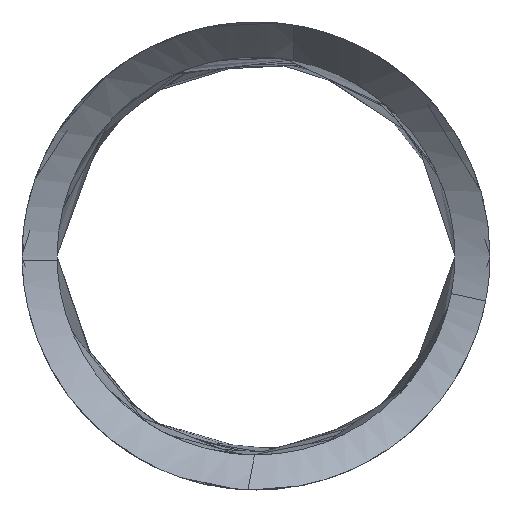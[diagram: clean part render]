
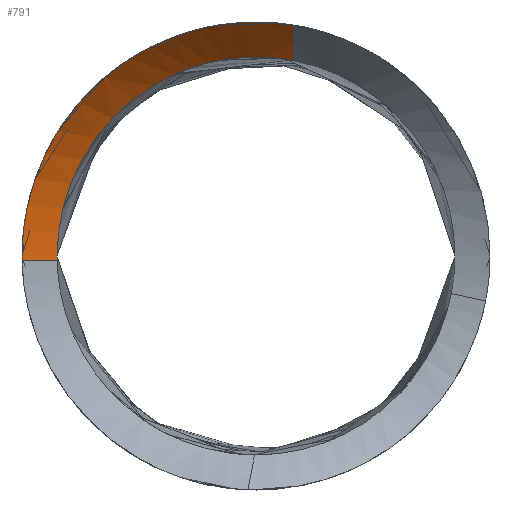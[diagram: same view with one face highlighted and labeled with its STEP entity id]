
A CAD part, front view. The second image highlights one B-rep face of the part: STEP entity #791.
In plain terms, the highlighted face is a extrusion surface.
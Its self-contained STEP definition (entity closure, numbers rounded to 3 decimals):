
#366=CARTESIAN_POINT('Vertex',(-1863.397,-229.5,0.351)) ;
#370=CARTESIAN_POINT('Control Point',(-1863.406,-227.835,-1.171)) ;
#371=CARTESIAN_POINT('Control Point',(-1863.394,-228.343,-0.615)) ;
#372=CARTESIAN_POINT('Control Point',(-1863.391,-228.901,-0.105)) ;
#373=CARTESIAN_POINT('Control Point',(-1863.397,-229.5,0.351)) ;
#374=CARTESIAN_POINT('Vertex',(-1863.406,-227.835,-1.171)) ;
#513=CARTESIAN_POINT('Vertex',(-1874.998,-224.544,-9.73)) ;
#517=CARTESIAN_POINT('Control Point',(-1875.,-224.548,-9.52)) ;
#518=CARTESIAN_POINT('Control Point',(-1875.,-224.546,-9.59)) ;
#519=CARTESIAN_POINT('Control Point',(-1874.999,-224.545,-9.66)) ;
#520=CARTESIAN_POINT('Control Point',(-1874.998,-224.544,-9.73)) ;
#521=CARTESIAN_POINT('Vertex',(-1875.,-224.548,-9.52)) ;
#585=CARTESIAN_POINT('Control Point',(-1863.397,-229.5,0.351)) ;
#586=CARTESIAN_POINT('Control Point',(-1863.826,-229.602,0.42)) ;
#587=CARTESIAN_POINT('Control Point',(-1864.266,-229.678,0.468)) ;
#588=CARTESIAN_POINT('Control Point',(-1864.714,-229.722,0.491)) ;
#589=CARTESIAN_POINT('Control Point',(-1865.596,-229.738,0.486)) ;
#590=CARTESIAN_POINT('Control Point',(-1866.465,-229.624,0.386)) ;
#591=CARTESIAN_POINT('Control Point',(-1866.882,-229.538,0.315)) ;
#592=CARTESIAN_POINT('Control Point',(-1868.39,-229.131,-0.025)) ;
#593=CARTESIAN_POINT('Control Point',(-1869.735,-228.459,-0.618)) ;
#594=CARTESIAN_POINT('Control Point',(-1870.622,-227.925,-1.155)) ;
#595=CARTESIAN_POINT('Control Point',(-1871.922,-227.057,-2.181)) ;
#596=CARTESIAN_POINT('Control Point',(-1872.993,-226.253,-3.461)) ;
#597=CARTESIAN_POINT('Control Point',(-1873.36,-225.967,-3.978)) ;
#598=CARTESIAN_POINT('Control Point',(-1874.149,-225.334,-5.299)) ;
#599=CARTESIAN_POINT('Control Point',(-1874.685,-224.871,-6.784)) ;
#600=CARTESIAN_POINT('Control Point',(-1874.898,-224.677,-7.694)) ;
#601=CARTESIAN_POINT('Control Point',(-1875.,-224.571,-8.615)) ;
#602=CARTESIAN_POINT('Control Point',(-1875.,-224.548,-9.52)) ;
#651=CARTESIAN_POINT('Vertex',(-1873.5,-224.547,-9.52)) ;
#663=CARTESIAN_POINT('Control Point',(-1863.406,-227.835,-1.171)) ;
#664=CARTESIAN_POINT('Control Point',(-1863.852,-227.92,-1.086)) ;
#665=CARTESIAN_POINT('Control Point',(-1864.308,-227.982,-1.029)) ;
#666=CARTESIAN_POINT('Control Point',(-1864.772,-228.015,-1.004)) ;
#667=CARTESIAN_POINT('Control Point',(-1865.692,-228.019,-1.017)) ;
#668=CARTESIAN_POINT('Control Point',(-1866.596,-227.907,-1.153)) ;
#669=CARTESIAN_POINT('Control Point',(-1867.033,-227.825,-1.249)) ;
#670=CARTESIAN_POINT('Control Point',(-1867.939,-227.604,-1.51)) ;
#671=CARTESIAN_POINT('Control Point',(-1868.782,-227.305,-1.884)) ;
#672=CARTESIAN_POINT('Control Point',(-1869.211,-227.13,-2.113)) ;
#673=CARTESIAN_POINT('Control Point',(-1870.494,-226.551,-2.917)) ;
#674=CARTESIAN_POINT('Control Point',(-1871.562,-225.925,-3.975)) ;
#675=CARTESIAN_POINT('Control Point',(-1872.184,-225.524,-4.801)) ;
#676=CARTESIAN_POINT('Control Point',(-1872.95,-224.996,-6.24)) ;
#677=CARTESIAN_POINT('Control Point',(-1873.357,-224.685,-7.81)) ;
#678=CARTESIAN_POINT('Control Point',(-1873.453,-224.605,-8.382)) ;
#679=CARTESIAN_POINT('Control Point',(-1873.5,-224.56,-8.955)) ;
#680=CARTESIAN_POINT('Control Point',(-1873.5,-224.547,-9.52)) ;
#723=CARTESIAN_POINT('Control Point',(-1873.5,-224.547,-9.52)) ;
#724=CARTESIAN_POINT('Control Point',(-1873.5,-224.546,-9.58)) ;
#725=CARTESIAN_POINT('Control Point',(-1873.499,-224.545,-9.641)) ;
#726=CARTESIAN_POINT('Control Point',(-1873.498,-224.544,-9.701)) ;
#727=CARTESIAN_POINT('Vertex',(-1873.498,-224.544,-9.701)) ;
#764=CARTESIAN_POINT('Line Origine',(-1873.947,-224.544,-9.71)) ;
#776=CARTESIAN_POINT('Axis2P3D Location',(-1865.,-237.,-9.52)) ;
#765=DIRECTION('Vector Direction',(-1.,0.,-0.019)) ;
#777=DIRECTION('Axis2P3D Direction',(0.992,-0.084,-0.097)) ;
#780=DIRECTION('Vector Direction',(-1.,0.,-0.019)) ;
#778=AXIS2_PLACEMENT_3D('Circle Axis2P3D',#776,#777,$) ;
#784=ORIENTED_EDGE('',*,*,#729,.F.) ;
#785=ORIENTED_EDGE('',*,*,#681,.F.) ;
#786=ORIENTED_EDGE('',*,*,#376,.T.) ;
#787=ORIENTED_EDGE('',*,*,#603,.T.) ;
#788=ORIENTED_EDGE('',*,*,#523,.T.) ;
#789=ORIENTED_EDGE('',*,*,#768,.F.) ;
#766=VECTOR('Line Direction',#765,1.) ;
#781=VECTOR('Extrusion Surface Vector',#780,1.) ;
#791=ADVANCED_FACE('Corps principal',(#790),#782,.T.) ;
#369=B_SPLINE_CURVE_WITH_KNOTS('',3,(#370,#371,#372,#373),.UNSPECIFIED.,.F.,.U.,(4,4),(9.197,11.455),.UNSPECIFIED.) ;
#516=B_SPLINE_CURVE_WITH_KNOTS('',3,(#517,#518,#519,#520),.UNSPECIFIED.,.F.,.U.,(4,4),(0.,0.315),.UNSPECIFIED.) ;
#584=B_SPLINE_CURVE_WITH_KNOTS('',5,(#585,#586,#587,#588,#589,#590,#591,#592,#593,#594,#595,#596,#597,#598,#599,#600,#601,#602),.UNSPECIFIED.,.F.,.U.,(6,3,3,3,3,6),(0.,3.087,6.054,14.098,18.933,25.734),.UNSPECIFIED.) ;
#662=B_SPLINE_CURVE_WITH_KNOTS('',5,(#663,#664,#665,#666,#667,#668,#669,#670,#671,#672,#673,#674,#675,#676,#677,#678,#679,#680),.UNSPECIFIED.,.F.,.U.,(6,3,3,3,3,6),(0.,3.199,6.309,9.849,17.463,21.711),.UNSPECIFIED.) ;
#722=B_SPLINE_CURVE_WITH_KNOTS('',3,(#723,#724,#725,#726),.UNSPECIFIED.,.F.,.U.,(4,4),(0.,0.272),.UNSPECIFIED.) ;
#779=CIRCLE('generated circle',#778,12.5) ;
#376=EDGE_CURVE('',#375,#367,#369,.T.) ;
#523=EDGE_CURVE('',#522,#514,#516,.T.) ;
#603=EDGE_CURVE('',#367,#522,#584,.T.) ;
#681=EDGE_CURVE('',#375,#652,#662,.T.) ;
#729=EDGE_CURVE('',#652,#728,#722,.T.) ;
#768=EDGE_CURVE('',#728,#514,#767,.T.) ;
#783=EDGE_LOOP('',(#784,#785,#786,#787,#788,#789)) ;
#790=FACE_OUTER_BOUND('',#783,.T.) ;
#767=LINE('Line',#764,#766) ;
#782=SURFACE_OF_LINEAR_EXTRUSION('generated tabulated cylinder',#779,#781) ;
#367=VERTEX_POINT('',#366) ;
#375=VERTEX_POINT('',#374) ;
#514=VERTEX_POINT('',#513) ;
#522=VERTEX_POINT('',#521) ;
#652=VERTEX_POINT('',#651) ;
#728=VERTEX_POINT('',#727) ;
